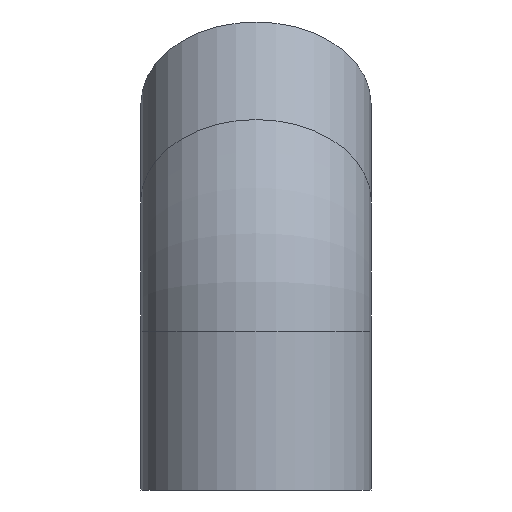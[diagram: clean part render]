
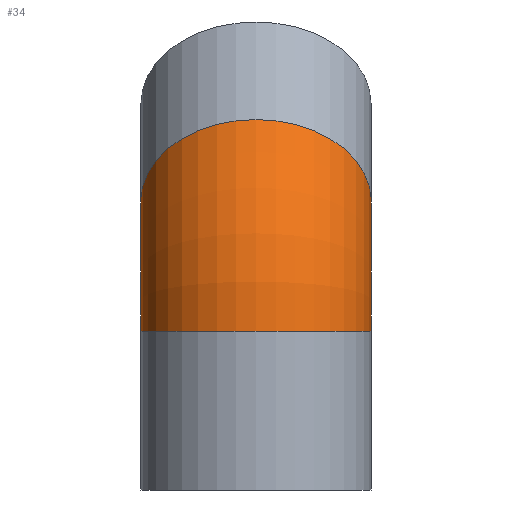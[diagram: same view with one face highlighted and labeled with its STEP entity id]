
A CAD part, left-side view. The second image highlights one B-rep face of the part: STEP entity #34.
In plain terms, the highlighted toroidal (fillet/blend) face has major radius 400.76 mm and minor radius 250 mm.
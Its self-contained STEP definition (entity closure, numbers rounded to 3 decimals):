
#34 = ADVANCED_FACE( '', ( #69, #70 ), #71, .T. );
#69 = FACE_OUTER_BOUND( '', #108, .T. );
#70 = FACE_OUTER_BOUND( '', #109, .T. );
#71 = TOROIDAL_SURFACE( '', #110, 400.759, 250. );
#108 = EDGE_LOOP( '', ( #143 ) );
#109 = EDGE_LOOP( '', ( #144 ) );
#110 = AXIS2_PLACEMENT_3D( '', #145, #146, #147 );
#143 = ORIENTED_EDGE( '', *, *, #186, .F. );
#144 = ORIENTED_EDGE( '', *, *, #188, .F. );
#145 = CARTESIAN_POINT( '', ( 370.253, 0., -153.364 ) );
#146 = DIRECTION( '', ( 0., 1., 0. ) );
#147 = DIRECTION( '', ( 0., 0., 1. ) );
#186 = EDGE_CURVE( '', #203, #203, #204, .T. );
#188 = EDGE_CURVE( '', #206, #206, #207, .T. );
#203 = VERTEX_POINT( '', #227 );
#204 = CIRCLE( '', #228, 250. );
#206 = VERTEX_POINT( '', #230 );
#207 = CIRCLE( '', #231, 250. );
#227 = CARTESIAN_POINT( '', ( -280.506, 0., -153.364 ) );
#228 = AXIS2_PLACEMENT_3D( '', #251, #252, #253 );
#230 = CARTESIAN_POINT( '', ( 263.65, 0., -46.761 ) );
#231 = AXIS2_PLACEMENT_3D( '', #254, #255, #256 );
#251 = CARTESIAN_POINT( '', ( -30.506, 0., -153.364 ) );
#252 = DIRECTION( '', ( 0., 0., -1. ) );
#253 = DIRECTION( '', ( -1., 0., 0. ) );
#254 = CARTESIAN_POINT( '', ( 86.874, 0., 130.016 ) );
#255 = DIRECTION( '', ( 0.707, 0., 0.707 ) );
#256 = DIRECTION( '', ( 0.707, 0., -0.707 ) );
